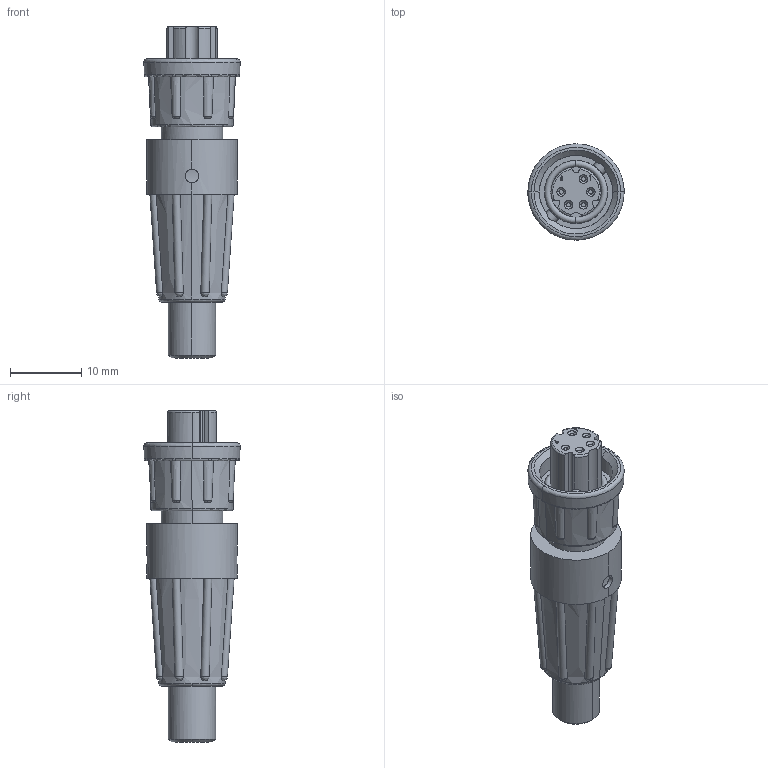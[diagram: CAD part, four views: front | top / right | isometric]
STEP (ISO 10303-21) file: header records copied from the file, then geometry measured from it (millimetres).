
FILE_DESCRIPTION (( 'STEP AP203' ), '1' );
FILE_NAME ('16982-5SG-518.STEP', '2016-07-07T14:36:39', ( '' ), ( '' ), 'SwSTEP 2.0', 'SolidWorks 2014', '' );
FILE_SCHEMA (( 'CONFIG_CONTROL_DESIGN' ));
Length unit declared in the file: inch
Products named in the file (1): 16982-5SG-518
Bounding box: 13.51 x 13.51 x 46.56 mm (x, y, z)
Volume: 3723.2 mm3; surface area: 2229.7 mm2
Topology: 1 solids, 1 shells, 198 faces, 641 edges, 444 vertices
Faces by surface type: plane 62, cylinder 37, torus 36, bspline 33, cone 30
Entity records: 10651 total; most frequent: CARTESIAN_POINT 5760, ORIENTED_EDGE 1250, DIRECTION 689, EDGE_CURVE 625, VERTEX_POINT 444, B_SPLINE_CURVE_WITH_KNOTS 342, AXIS2_PLACEMENT_3D 280, EDGE_LOOP 213
